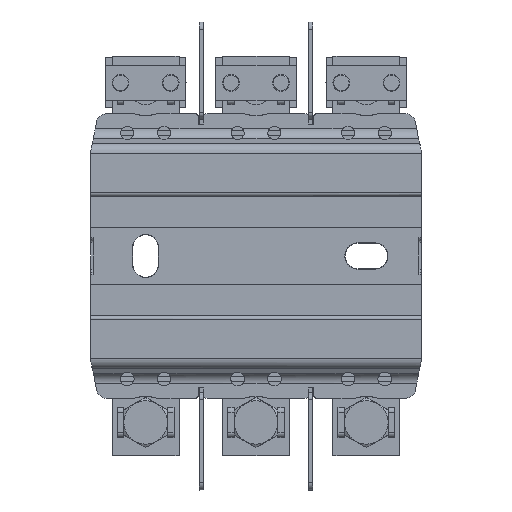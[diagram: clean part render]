
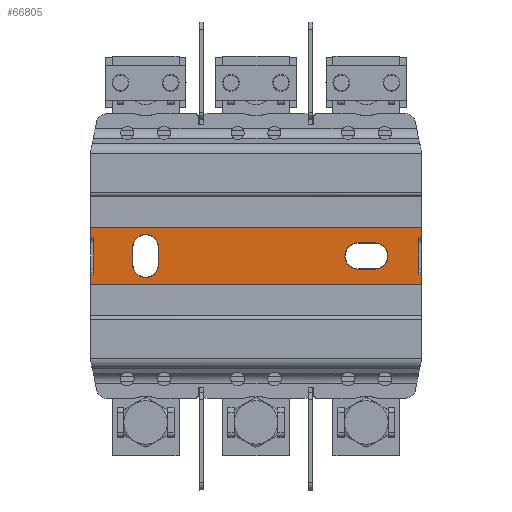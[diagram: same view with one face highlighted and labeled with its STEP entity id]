
A CAD part, front view. The second image highlights one B-rep face of the part: STEP entity #66805.
In plain terms, the highlighted face is planar.
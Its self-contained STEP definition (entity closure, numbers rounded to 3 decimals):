
#26200=DIRECTION('',(0.,0.,1.));
#26201=VECTOR('',#26200,3.04);
#26202=CARTESIAN_POINT('',(1.9,-49.497,-8.536));
#26203=LINE('',#26202,#26201);
#26227=CARTESIAN_POINT('',(1.9,-49.497,5.496));
#26232=DIRECTION('',(0.,0.,1.));
#26233=VECTOR('',#26232,3.031);
#26234=CARTESIAN_POINT('',(1.9,-49.497,5.496));
#26235=LINE('',#26234,#26233);
#34338=CARTESIAN_POINT('',(1.9,49.497,-5.496));
#34453=DIRECTION('',(0.,1.,0.));
#34454=VECTOR('',#34453,98.993);
#34455=CARTESIAN_POINT('',(1.9,-49.497,8.527));
#34456=LINE('',#34455,#34454);
#34474=DIRECTION('',(0.,1.,0.));
#34475=VECTOR('',#34474,98.993);
#34476=CARTESIAN_POINT('',(1.9,-49.497,-8.536));
#34477=LINE('',#34476,#34475);
#34481=DIRECTION('',(0.,0.,1.));
#34482=VECTOR('',#34481,3.04);
#34483=CARTESIAN_POINT('',(1.9,49.497,-8.536));
#34484=LINE('',#34483,#34482);
#34488=DIRECTION('',(0.,0.,1.));
#34489=VECTOR('',#34488,3.031);
#34490=CARTESIAN_POINT('',(1.9,49.497,5.496));
#34491=LINE('',#34490,#34489);
#34495=CARTESIAN_POINT('',(1.9,33.,2.5));
#34496=DIRECTION('',(-1.,0.,0.));
#34497=DIRECTION('',(0.,-1.,0.));
#34498=AXIS2_PLACEMENT_3D('',#34495,#34496,#34497);
#34503=CARTESIAN_POINT('',(1.9,33.,-2.5));
#34504=DIRECTION('',(-1.,0.,0.));
#34505=DIRECTION('',(0.,1.,0.));
#34506=AXIS2_PLACEMENT_3D('',#34503,#34504,#34505);
#34511=CARTESIAN_POINT('',(1.9,-35.5,0.));
#34512=DIRECTION('',(-1.,0.,0.));
#34513=DIRECTION('',(0.,0.,-1.));
#34514=AXIS2_PLACEMENT_3D('',#34511,#34512,#34513);
#34519=CARTESIAN_POINT('',(1.9,-30.5,0.));
#34520=DIRECTION('',(-1.,0.,0.));
#34521=DIRECTION('',(0.,0.,1.));
#34522=AXIS2_PLACEMENT_3D('',#34519,#34520,#34521);
#34696=DIRECTION('',(0.,1.,0.));
#34697=VECTOR('',#34696,0.811);
#34698=CARTESIAN_POINT('',(1.9,48.686,-5.496));
#34699=LINE('',#34698,#34697);
#34756=DIRECTION('',(0.,0.,-1.));
#34757=VECTOR('',#34756,10.991);
#34758=CARTESIAN_POINT('',(1.9,48.686,5.496));
#34759=LINE('',#34758,#34757);
#34837=DIRECTION('',(0.,-1.,0.));
#34838=VECTOR('',#34837,0.811);
#34839=CARTESIAN_POINT('',(1.9,49.497,5.496));
#34840=LINE('',#34839,#34838);
#34844=DIRECTION('',(0.,-1.,0.));
#34845=VECTOR('',#34844,0.811);
#34846=CARTESIAN_POINT('',(1.9,-48.686,5.496));
#34847=LINE('',#34846,#34845);
#34911=DIRECTION('',(0.,0.,1.));
#34912=VECTOR('',#34911,10.991);
#34913=CARTESIAN_POINT('',(1.9,-48.686,-5.496));
#34914=LINE('',#34913,#34912);
#34985=DIRECTION('',(0.,1.,0.));
#34986=VECTOR('',#34985,0.811);
#34987=CARTESIAN_POINT('',(1.9,-49.497,-5.496));
#34988=LINE('',#34987,#34986);
#35014=DIRECTION('',(0.,0.,-1.));
#35015=VECTOR('',#35014,5.);
#35016=CARTESIAN_POINT('',(1.9,29.063,2.5));
#35017=LINE('',#35016,#35015);
#35050=DIRECTION('',(0.,0.,1.));
#35051=VECTOR('',#35050,5.);
#35052=CARTESIAN_POINT('',(1.9,36.937,
-2.5));
#35053=LINE('',#35052,#35051);
#35460=DIRECTION('',(0.,1.,0.));
#35461=VECTOR('',#35460,5.);
#35462=CARTESIAN_POINT('',(1.9,-35.5,
-3.937));
#35463=LINE('',#35462,#35461);
#35884=DIRECTION('',(0.,-1.,0.));
#35885=VECTOR('',#35884,5.);
#35886=CARTESIAN_POINT('',(1.9,-30.5,
3.937));
#35887=LINE('',#35886,#35885);
#47585=CARTESIAN_POINT('',(1.9,-49.497,-8.536));
#47586=VERTEX_POINT('',#47585);
#47587=CARTESIAN_POINT('',(1.9,-49.497,-5.496));
#47588=VERTEX_POINT('',#47587);
#47598=VERTEX_POINT('',#26227);
#47599=CARTESIAN_POINT('',(1.9,-49.497,8.527));
#47600=VERTEX_POINT('',#47599);
#48777=CARTESIAN_POINT('',(1.9,49.497,8.527));
#48778=VERTEX_POINT('',#48777);
#48779=CARTESIAN_POINT('',(1.9,49.497,5.496));
#48780=VERTEX_POINT('',#48779);
#48790=VERTEX_POINT('',#34338);
#48791=CARTESIAN_POINT('',(1.9,49.497,-8.536));
#48792=VERTEX_POINT('',#48791);
#48816=CARTESIAN_POINT('',(1.9,48.686,-5.496));
#48817=VERTEX_POINT('',#48816);
#48818=CARTESIAN_POINT('',(1.9,48.686,5.496));
#48819=VERTEX_POINT('',#48818);
#48820=CARTESIAN_POINT('',(1.9,-48.686,5.496));
#48821=VERTEX_POINT('',#48820);
#48822=CARTESIAN_POINT('',(1.9,-48.686,-5.496));
#48823=VERTEX_POINT('',#48822);
#48824=CARTESIAN_POINT('',(1.9,29.063,2.5));
#48825=CARTESIAN_POINT('',(1.9,36.937,2.5));
#48826=VERTEX_POINT('',#48824);
#48827=VERTEX_POINT('',#48825);
#48828=CARTESIAN_POINT('',(1.9,36.937,
-2.5));
#48829=VERTEX_POINT('',#48828);
#48830=CARTESIAN_POINT('',(1.9,29.063,-2.5));
#48831=VERTEX_POINT('',#48830);
#48832=CARTESIAN_POINT('',(1.9,-35.5,
-3.937));
#48833=CARTESIAN_POINT('',(1.9,-30.5,
-3.937));
#48834=VERTEX_POINT('',#48832);
#48835=VERTEX_POINT('',#48833);
#48836=CARTESIAN_POINT('',(1.9,-35.5,3.937));
#48837=VERTEX_POINT('',#48836);
#48838=CARTESIAN_POINT('',(1.9,-30.5,
3.937));
#48839=VERTEX_POINT('',#48838);
#66759=CARTESIAN_POINT('',(1.9,0.,7.15));
#66760=DIRECTION('',(-1.,0.,0.));
#66761=DIRECTION('',(0.,0.,1.));
#66762=AXIS2_PLACEMENT_3D('',#66759,#66760,#66761);
#66763=PLANE('',#66762);
#66765=ORIENTED_EDGE('',*,*,#66764,.T.);
#66766=ORIENTED_EDGE('',*,*,#66657,.T.);
#66768=ORIENTED_EDGE('',*,*,#66767,.F.);
#66770=ORIENTED_EDGE('',*,*,#66769,.F.);
#66772=ORIENTED_EDGE('',*,*,#66771,.F.);
#66773=ORIENTED_EDGE('',*,*,#66641,.T.);
#66774=ORIENTED_EDGE('',*,*,#66745,.F.);
#66775=ORIENTED_EDGE('',*,*,#53938,.F.);
#66777=ORIENTED_EDGE('',*,*,#66776,.F.);
#66779=ORIENTED_EDGE('',*,*,#66778,.F.);
#66781=ORIENTED_EDGE('',*,*,#66780,.F.);
#66782=ORIENTED_EDGE('',*,*,#53922,.F.);
#66783=EDGE_LOOP('',(#66765,#66766,#66768,#66770,#66772,#66773,#66774,#66775,
#66777,#66779,#66781,#66782));
#66784=FACE_OUTER_BOUND('',#66783,.F.);
#66786=ORIENTED_EDGE('',*,*,#66785,.T.);
#66788=ORIENTED_EDGE('',*,*,#66787,.F.);
#66790=ORIENTED_EDGE('',*,*,#66789,.T.);
#66792=ORIENTED_EDGE('',*,*,#66791,.F.);
#66793=EDGE_LOOP('',(#66786,#66788,#66790,#66792));
#66794=FACE_BOUND('',#66793,.F.);
#66796=ORIENTED_EDGE('',*,*,#66795,.F.);
#66798=ORIENTED_EDGE('',*,*,#66797,.T.);
#66800=ORIENTED_EDGE('',*,*,#66799,.F.);
#66802=ORIENTED_EDGE('',*,*,#66801,.T.);
#66803=EDGE_LOOP('',(#66796,#66798,#66800,#66802));
#66804=FACE_BOUND('',#66803,.F.);
#34499=CIRCLE('',#34498,3.937);
#34507=CIRCLE('',#34506,3.937);
#34515=CIRCLE('',#34514,3.937);
#34523=CIRCLE('',#34522,3.937);
#53922=EDGE_CURVE('',#47586,#47588,#26203,.T.);
#53938=EDGE_CURVE('',#47598,#47600,#26235,.T.);
#66641=EDGE_CURVE('',#48780,#48778,#34491,.T.);
#66657=EDGE_CURVE('',#48792,#48790,#34484,.T.);
#66745=EDGE_CURVE('',#47600,#48778,#34456,.T.);
#66764=EDGE_CURVE('',#47586,#48792,#34477,.T.);
#66767=EDGE_CURVE('',#48817,#48790,#34699,.T.);
#66769=EDGE_CURVE('',#48819,#48817,#34759,.T.);
#66771=EDGE_CURVE('',#48780,#48819,#34840,.T.);
#66776=EDGE_CURVE('',#48821,#47598,#34847,.T.);
#66778=EDGE_CURVE('',#48823,#48821,#34914,.T.);
#66780=EDGE_CURVE('',#47588,#48823,#34988,.T.);
#66785=EDGE_CURVE('',#48826,#48827,#34499,.T.);
#66787=EDGE_CURVE('',#48829,#48827,#35053,.T.);
#66789=EDGE_CURVE('',#48829,#48831,#34507,.T.);
#66791=EDGE_CURVE('',#48826,#48831,#35017,.T.);
#66795=EDGE_CURVE('',#48834,#48835,#35463,.T.);
#66797=EDGE_CURVE('',#48834,#48837,#34515,.T.);
#66799=EDGE_CURVE('',#48839,#48837,#35887,.T.);
#66801=EDGE_CURVE('',#48839,#48835,#34523,.T.);
#66805=ADVANCED_FACE('',(#66784,#66794,#66804),#66763,.T.);
